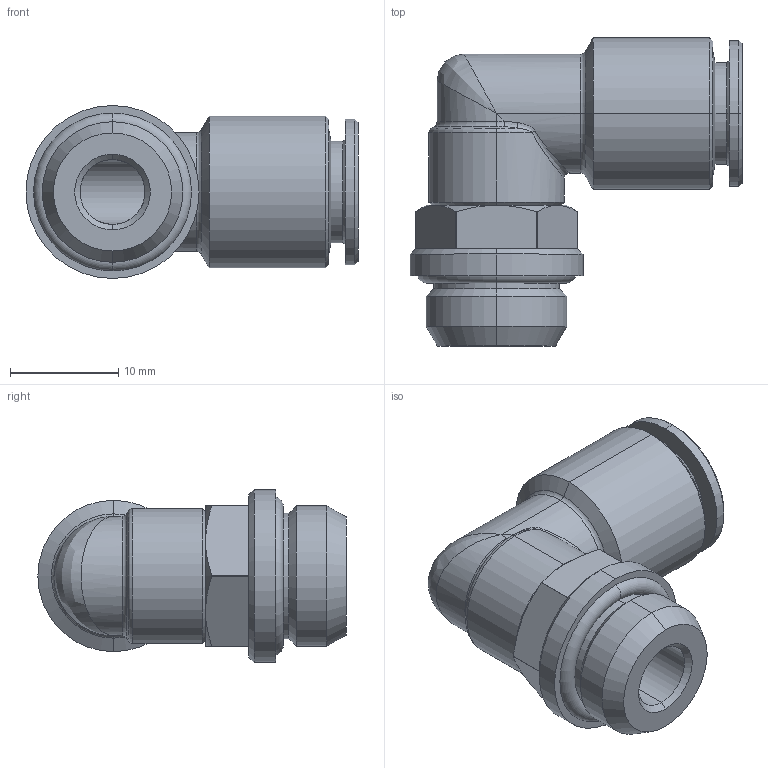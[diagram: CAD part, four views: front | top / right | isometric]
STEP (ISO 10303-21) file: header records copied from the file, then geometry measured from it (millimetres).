
FILE_DESCRIPTION (( 'STEP AP203' ), '1' );
FILE_NAME ('A0060042.STEP', '2009-01-19T08:38:57', ( 'UT1' ), ( 'sopra-pneumatic' ), 'SwSTEP 2.0', 'SolidWorks 2008', '' );
FILE_SCHEMA (( 'CONFIG_CONTROL_DESIGN' ));
Length unit declared in the file: millimetre
Products named in the file (1): A0060042
Bounding box: 30.7 x 28.5 x 16 mm (x, y, z)
Volume: 4055.8 mm3; surface area: 3238 mm2
Topology: 1 solids, 1 shells, 101 faces, 214 edges, 117 vertices
Faces by surface type: cylinder 33, cone 33, plane 19, torus 10, bspline 6
Entity records: 3162 total; most frequent: CARTESIAN_POINT 958, DIRECTION 480, ORIENTED_EDGE 424, EDGE_CURVE 212, AXIS2_PLACEMENT_3D 205, VERTEX_POINT 117, CIRCLE 109, EDGE_LOOP 107
